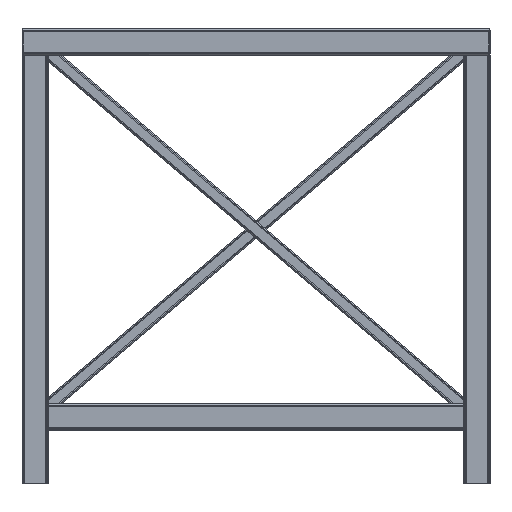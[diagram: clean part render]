
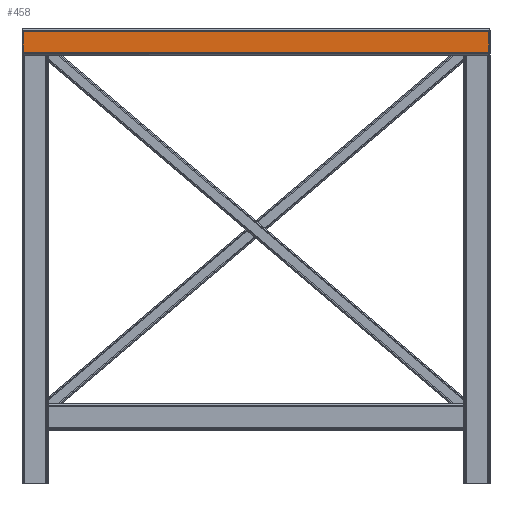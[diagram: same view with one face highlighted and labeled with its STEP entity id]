
A CAD part, left-side view. The second image highlights one B-rep face of the part: STEP entity #458.
In plain terms, the highlighted planar face has unit normal (-1, 0, 0).
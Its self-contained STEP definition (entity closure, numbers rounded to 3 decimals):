
#458 = ADVANCED_FACE( '', ( #1163 ), #1164, .F. );
#1163 = FACE_OUTER_BOUND( '', #2145, .T. );
#1164 = PLANE( '', #2146 );
#2145 = EDGE_LOOP( '', ( #3305, #3306, #3307, #3308 ) );
#2146 = AXIS2_PLACEMENT_3D( '', #3309, #3310, #3311 );
#3305 = ORIENTED_EDGE( '', *, *, #6026, .T. );
#3306 = ORIENTED_EDGE( '', *, *, #6027, .F. );
#3307 = ORIENTED_EDGE( '', *, *, #6028, .F. );
#3308 = ORIENTED_EDGE( '', *, *, #6029, .T. );
#3309 = CARTESIAN_POINT( '', ( -60., 2000., -52.44 ) );
#3310 = DIRECTION( '', ( 1., 0., 0. ) );
#3311 = DIRECTION( '', ( 0., 0., -1. ) );
#6026 = EDGE_CURVE( '', #7297, #7298, #7299, .T. );
#6027 = EDGE_CURVE( '', #7300, #7298, #7301, .T. );
#6028 = EDGE_CURVE( '', #7302, #7300, #7303, .F. );
#6029 = EDGE_CURVE( '', #7302, #7297, #7304, .T. );
#7297 = VERTEX_POINT( '', #9062 );
#7298 = VERTEX_POINT( '', #9063 );
#7299 = LINE( '', #9064, #9065 );
#7300 = VERTEX_POINT( '', #9066 );
#7301 = LINE( '', #9067, #9068 );
#7302 = VERTEX_POINT( '', #9069 );
#7303 = LINE( '', #9070, #9071 );
#7304 = LINE( '', #9072, #9073 );
#9062 = CARTESIAN_POINT( '', ( -60., -60., -52.44 ) );
#9063 = CARTESIAN_POINT( '', ( -60., -60., 52.44 ) );
#9064 = CARTESIAN_POINT( '', ( -60., -60., 60. ) );
#9065 = VECTOR( '', #11086, 1000. );
#9066 = CARTESIAN_POINT( '', ( -60., 2060., 52.44 ) );
#9067 = CARTESIAN_POINT( '', ( -60., 2000., 52.44 ) );
#9068 = VECTOR( '', #11087, 1000. );
#9069 = CARTESIAN_POINT( '', ( -60., 2060., -52.44 ) );
#9070 = CARTESIAN_POINT( '', ( -60., 2060., 60. ) );
#9071 = VECTOR( '', #11088, 1000. );
#9072 = CARTESIAN_POINT( '', ( -60., 2000., -52.44 ) );
#9073 = VECTOR( '', #11089, 1000. );
#11086 = DIRECTION( '', ( 0., 0., 1. ) );
#11087 = DIRECTION( '', ( 0., -1., 0. ) );
#11088 = DIRECTION( '', ( 0., 0., -1. ) );
#11089 = DIRECTION( '', ( 0., -1., 0. ) );
